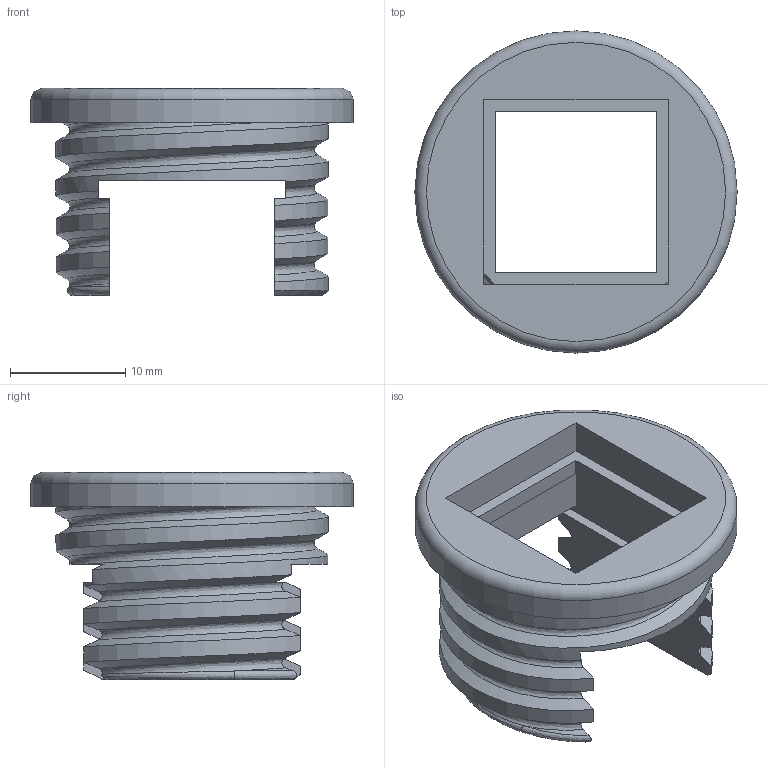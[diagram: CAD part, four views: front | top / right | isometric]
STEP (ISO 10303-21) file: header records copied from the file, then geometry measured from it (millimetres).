
FILE_DESCRIPTION(/* description */ ('STEP AP242','CAx-IF Rec.Pracs.---Representation and Presentation of Product Manufacturing Information (PMI)---4.0---2014-10-13','CAx-IF Rec.Pracs.---3D Tessellated Geometry---0.4---2014-09-14','2;1'),/* implementation_level */ '2;1');
FILE_NAME(/* name */ '6505ac5b20db1e19757f76b9',/* time_stamp */ '2023-09-16T13:23:40Z',/* author */ (''),/* organization */ (''),/* preprocessor_version */ 'ST-DEVELOPER v19.4',/* originating_system */ ' ',/* authorisation */ ' ');
FILE_SCHEMA (('AP242_MANAGED_MODEL_BASED_3D_ENGINEERING_MIM_LF { 1 0 10303 442 1 1 4 }'));
Length unit declared in the file: metre
Products named in the file (1): body
Bounding box: 28 x 28 x 18 mm (x, y, z)
Volume: 3058.8 mm3; surface area: 2967.4 mm2
Topology: 1 solids, 1 shells, 57 faces, 162 edges, 106 vertices
Faces by surface type: plane 25, bspline 23, cylinder 7, cone 1, torus 1
Full cylindrical faces by diameter (mm): 28 x1
Entity records: 5138 total; most frequent: CARTESIAN_POINT 3913, ORIENTED_EDGE 320, EDGE_CURVE 160, DIRECTION 153, VERTEX_POINT 106, EDGE_LOOP 64, FACE_BOUND 64, LINE 63
